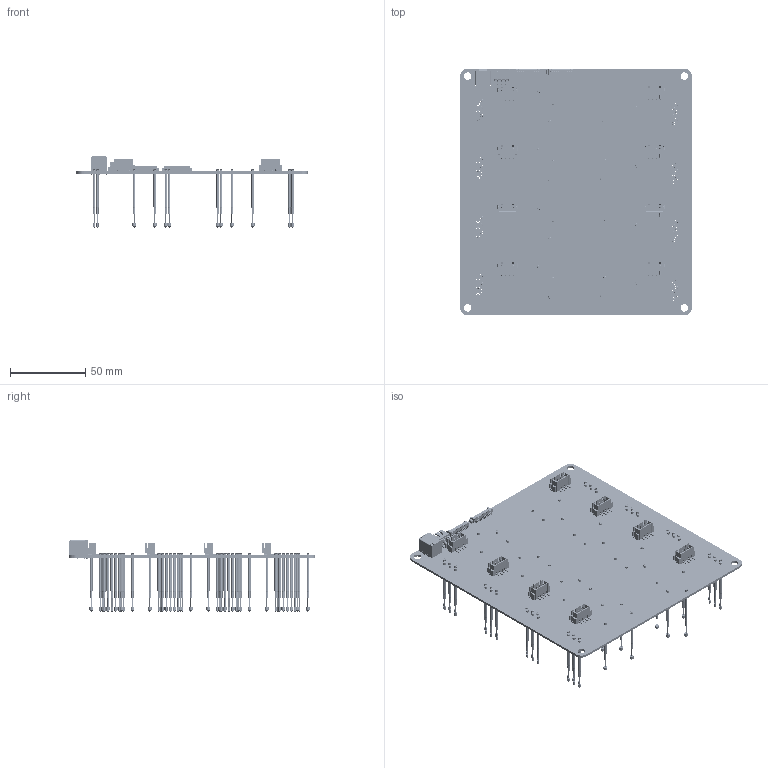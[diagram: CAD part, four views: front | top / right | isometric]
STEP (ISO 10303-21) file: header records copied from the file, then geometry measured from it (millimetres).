
FILE_DESCRIPTION(('Open CASCADE Model'),'2;1');
FILE_NAME('Open CASCADE Shape Model','2025-09-15T17:50:21',('Author'),( 'Open CASCADE'),'Open CASCADE STEP processor 7.5','Open CASCADE 7.5' ,'Unknown');
FILE_SCHEMA(('AUTOMOTIVE_DESIGN { 1 0 10303 214 1 1 1 1 }'));
Length unit declared in the file: millimetre
Products named in the file (112): PCB; Board; Open CASCADE STEP translator 7.5 5.1.1; JP12; MOLEX1.25-WS-12P; MOLEX1.25-WS-ӽ½À; LOGOԲ0.25; JP11; XH2.54-WS-3P; XH2.54-WS-ӽ½À; LOGOԲ0.5; JP10; JP8; XH2.54-LS-4P; XH2.54-LS-ӽ½À; JP7; JP6; JP5; JP4; JP3; JP2; JP9; DC-005P; LOGOԲ1; JP1; TP80; ²㋔̽֫H5; TP79; TP78; TP77; TP76; ²㋔̽֫H2; TP75; TP74; TP73; TP72; TP71; TP70; TP69; TP68 ...
Assembly tree (213 placements, depth 4):
  PCB
    Board
      Open CASCADE STEP translator 7.5 5.1.1
    JP12
      MOLEX1.25-WS-12P
        MOLEX1.25-WS-ӽ½À  x12
        LOGOԲ0.25
        MOLEX1.25-WS-12P
    JP11
      XH2.54-WS-3P
        XH2.54-WS-ӽ½À  x3
        LOGOԲ0.5
        XH2.54-WS-3P
    JP10
      MOLEX1.25-WS-12P
        MOLEX1.25-WS-ӽ½À  x12
        LOGOԲ0.25
        MOLEX1.25-WS-12P
    JP8
      XH2.54-LS-4P
        XH2.54-LS-ӽ½À  x4
        LOGOԲ0.5
        XH2.54-LS-4P
    JP7
      XH2.54-LS-4P
        XH2.54-LS-ӽ½À  x4
        LOGOԲ0.5
        XH2.54-LS-4P
    JP6
      XH2.54-LS-4P
        XH2.54-LS-ӽ½À  x4
        LOGOԲ0.5
        XH2.54-LS-4P
    JP5
      XH2.54-LS-4P
        XH2.54-LS-ӽ½À  x4
        LOGOԲ0.5
        XH2.54-LS-4P
    JP4
      XH2.54-LS-4P
        XH2.54-LS-ӽ½À  x4
        LOGOԲ0.5
        XH2.54-LS-4P
    JP3
      XH2.54-LS-4P
        XH2.54-LS-ӽ½À  x4
        LOGOԲ0.5
        XH2.54-LS-4P
    JP2
      XH2.54-LS-4P
        XH2.54-LS-ӽ½À  x4
        LOGOԲ0.5
        XH2.54-LS-4P
    JP9
      DC-005P
        DC-005P
        LOGOԲ1
    JP1
      XH2.54-LS-4P
        XH2.54-LS-ӽ½À  x4
Bounding box: 153.65 x 163.72 x 47.74 mm (x, y, z)
Volume: 49210.2 mm3; surface area: 77420.8 mm2
Topology: 372 solids, 372 shells, 7883 faces, 18717 edges, 11745 vertices
Faces by surface type: plane 3908, cylinder 2544, torus 546, cone 504, bspline 376, sphere 5
Full cylindrical faces by diameter (mm): 1.4 x1, 1.6 x1, 2.1 x80, 5 x4
Entity records: 67044 total; most frequent: CARTESIAN_POINT 12222, ORIENTED_EDGE 8552, DIRECTION 8368, EDGE_CURVE 4276, LINE 2798, VECTOR 2798, AXIS2_PLACEMENT_3D 2785, VERTEX_POINT 2764
